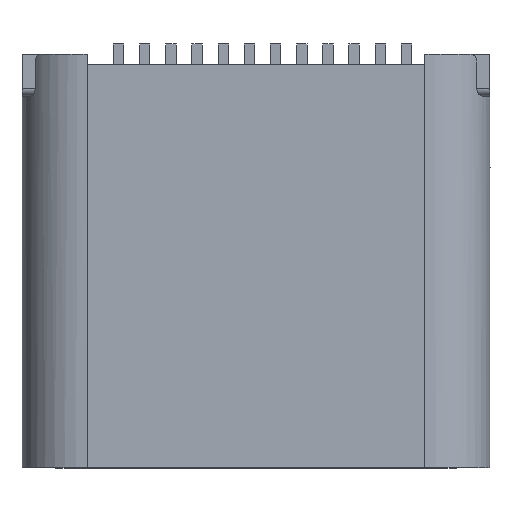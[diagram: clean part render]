
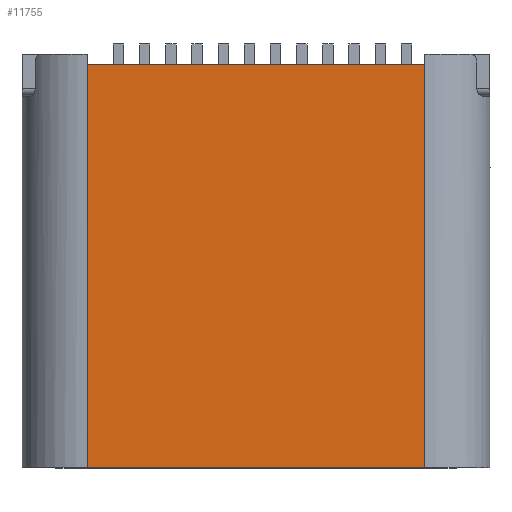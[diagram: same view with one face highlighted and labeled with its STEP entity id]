
A CAD part, top view. The second image highlights one B-rep face of the part: STEP entity #11755.
In plain terms, the highlighted planar face has unit normal (0, 0, 1).
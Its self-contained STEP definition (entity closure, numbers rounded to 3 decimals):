
#768 = CARTESIAN_POINT ( 'NONE',  ( 3.22, 2.59, 3.16 ) ) ;
#1164 = CARTESIAN_POINT ( 'NONE',  ( -3.22, -5.31, 3.16 ) ) ;
#1531 = VERTEX_POINT ( 'NONE', #9390 ) ;
#1754 = CARTESIAN_POINT ( 'NONE',  ( 3.22, 2.39, 3.16 ) ) ;
#2567 = VECTOR ( 'NONE', #5632, 1000. ) ;
#2761 = VERTEX_POINT ( 'NONE', #1754 ) ;
#3144 = EDGE_CURVE ( 'NONE', #1531, #7083, #4586, .T. ) ;
#3291 = CARTESIAN_POINT ( 'NONE',  ( -3.22, 2.59, 3.16 ) ) ;
#3494 = EDGE_LOOP ( 'NONE', ( #7699, #12060, #6525, #11406 ) ) ;
#4099 = DIRECTION ( 'NONE',  ( 0., 0., 1. ) ) ;
#4117 = DIRECTION ( 'NONE',  ( 0., -1., 0. ) ) ;
#4384 = PLANE ( 'NONE',  #8421 ) ;
#4586 = LINE ( 'NONE', #9163, #2567 ) ;
#4808 = LINE ( 'NONE', #14626, #7822 ) ;
#5220 = LINE ( 'NONE', #10024, #7423 ) ;
#5632 = DIRECTION ( 'NONE',  ( -1., 0., 0. ) ) ;
#6234 = VERTEX_POINT ( 'NONE', #8353 ) ;
#6525 = ORIENTED_EDGE ( 'NONE', *, *, #3144, .F. ) ;
#7083 = VERTEX_POINT ( 'NONE', #1164 ) ;
#7423 = VECTOR ( 'NONE', #4117, 1000. ) ;
#7699 = ORIENTED_EDGE ( 'NONE', *, *, #7865, .F. ) ;
#7820 = DIRECTION ( 'NONE',  ( 0., -1., 0. ) ) ;
#7822 = VECTOR ( 'NONE', #9967, 1000. ) ;
#7865 = EDGE_CURVE ( 'NONE', #6234, #2761, #4808, .T. ) ;
#8353 = CARTESIAN_POINT ( 'NONE',  ( -3.22, 2.39, 3.16 ) ) ;
#8421 = AXIS2_PLACEMENT_3D ( 'NONE', #3291, #4099, #7820 ) ;
#8632 = EDGE_CURVE ( 'NONE', #6234, #7083, #5220, .T. ) ;
#8798 = FACE_OUTER_BOUND ( 'NONE', #3494, .T. ) ;
#9163 = CARTESIAN_POINT ( 'NONE',  ( -3.22, -5.31, 3.16 ) ) ;
#9390 = CARTESIAN_POINT ( 'NONE',  ( 3.22, -5.31, 3.16 ) ) ;
#9748 = VECTOR ( 'NONE', #14337, 1000. ) ;
#9967 = DIRECTION ( 'NONE',  ( 1., 0., 0. ) ) ;
#10024 = CARTESIAN_POINT ( 'NONE',  ( -3.22, 2.59, 3.16 ) ) ;
#10369 = EDGE_CURVE ( 'NONE', #2761, #1531, #12047, .T. ) ;
#11406 = ORIENTED_EDGE ( 'NONE', *, *, #10369, .F. ) ;
#11755 = ADVANCED_FACE ( 'NONE', ( #8798 ), #4384, .T. ) ;
#12047 = LINE ( 'NONE', #768, #9748 ) ;
#12060 = ORIENTED_EDGE ( 'NONE', *, *, #8632, .T. ) ;
#14337 = DIRECTION ( 'NONE',  ( 0., -1., 0. ) ) ;
#14626 = CARTESIAN_POINT ( 'NONE',  ( -3.22, 2.39, 3.16 ) ) ;
